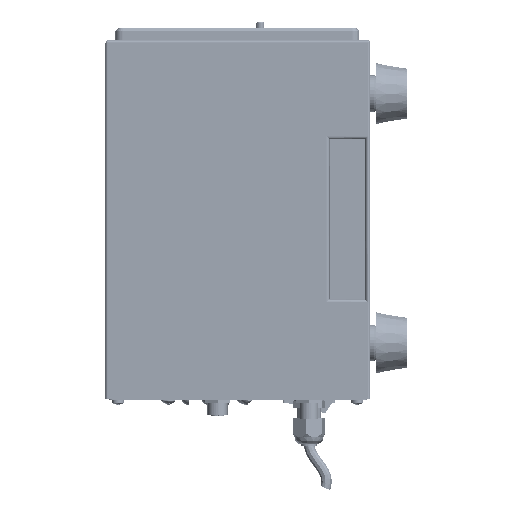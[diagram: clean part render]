
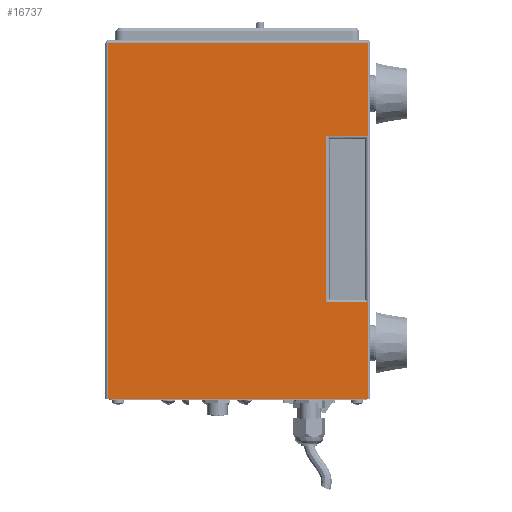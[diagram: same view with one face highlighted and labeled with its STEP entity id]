
A CAD part, left-side view. The second image highlights one B-rep face of the part: STEP entity #16737.
In plain terms, the highlighted planar face has unit normal (-1, 0, 0).
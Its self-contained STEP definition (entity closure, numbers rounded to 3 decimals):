
#1433 = CARTESIAN_POINT ( 'NONE',  ( -204.775, -37.188, -43.748 ) ) ;
#5106 = VERTEX_POINT ( 'NONE', #52563 ) ;
#5580 = DIRECTION ( 'NONE',  ( 0., 1., 0. ) ) ;
#6971 = VECTOR ( 'NONE', #13242, 1000. ) ;
#9848 = LINE ( 'NONE', #85820, #94714 ) ;
#10297 = LINE ( 'NONE', #47091, #42921 ) ;
#11847 = VERTEX_POINT ( 'NONE', #128799 ) ;
#12071 = VERTEX_POINT ( 'NONE', #124753 ) ;
#12972 = DIRECTION ( 'NONE',  ( 0., -1., 0. ) ) ;
#13162 = CARTESIAN_POINT ( 'NONE',  ( -204.775, 133.312, -43.748 ) ) ;
#13183 = LINE ( 'NONE', #30489, #21078 ) ;
#13242 = DIRECTION ( 'NONE',  ( 0., 0., 1. ) ) ;
#16737 = ADVANCED_FACE ( 'NONE', ( #113703 ), #42110, .T. ) ;
#18053 = DIRECTION ( 'NONE',  ( 0., 0., 1. ) ) ;
#21078 = VECTOR ( 'NONE', #58735, 1000. ) ;
#22876 = VERTEX_POINT ( 'NONE', #29874 ) ;
#23987 = EDGE_CURVE ( 'NONE', #133844, #11847, #9848, .T. ) ;
#25502 = EDGE_CURVE ( 'NONE', #11847, #89772, #35347, .T. ) ;
#25561 = DIRECTION ( 'NONE',  ( 0., 1., 0. ) ) ;
#28891 = DIRECTION ( 'NONE',  ( 0., 0., -1. ) ) ;
#29874 = CARTESIAN_POINT ( 'NONE',  ( -204.775, -10.188, 128.752 ) ) ;
#30489 = CARTESIAN_POINT ( 'NONE',  ( -204.775, 133.312, 19.752 ) ) ;
#32050 = EDGE_LOOP ( 'NONE', ( #98763, #53988, #80498, #95081, #41883, #42630, #41322, #71280 ) ) ;
#35347 = LINE ( 'NONE', #87511, #87165 ) ;
#37516 = VERTEX_POINT ( 'NONE', #94953 ) ;
#41322 = ORIENTED_EDGE ( 'NONE', *, *, #80569, .T. ) ;
#41883 = ORIENTED_EDGE ( 'NONE', *, *, #25502, .T. ) ;
#42110 = PLANE ( 'NONE',  #93629 ) ;
#42630 = ORIENTED_EDGE ( 'NONE', *, *, #77286, .F. ) ;
#42921 = VECTOR ( 'NONE', #125320, 1000. ) ;
#43143 = EDGE_CURVE ( 'NONE', #22876, #12071, #119394, .T. ) ;
#47091 = CARTESIAN_POINT ( 'NONE',  ( -204.775, -10.188, -41.748 ) ) ;
#52563 = CARTESIAN_POINT ( 'NONE',  ( -204.775, -37.188, -43.748 ) ) ;
#53988 = ORIENTED_EDGE ( 'NONE', *, *, #43143, .T. ) ;
#58735 = DIRECTION ( 'NONE',  ( 0., 1., 0. ) ) ;
#59513 = DIRECTION ( 'NONE',  ( -1., 0., 0. ) ) ;
#61671 = CARTESIAN_POINT ( 'NONE',  ( -204.775, 133.312, -41.748 ) ) ;
#66796 = LINE ( 'NONE', #1433, #112667 ) ;
#67916 = CARTESIAN_POINT ( 'NONE',  ( -204.775, -37.188, -41.748 ) ) ;
#71280 = ORIENTED_EDGE ( 'NONE', *, *, #115874, .T. ) ;
#76872 = VECTOR ( 'NONE', #18053, 1000. ) ;
#77286 = EDGE_CURVE ( 'NONE', #5106, #89772, #66796, .T. ) ;
#80498 = ORIENTED_EDGE ( 'NONE', *, *, #81023, .T. ) ;
#80569 = EDGE_CURVE ( 'NONE', #5106, #118302, #84842, .T. ) ;
#81023 = EDGE_CURVE ( 'NONE', #12071, #133844, #93933, .T. ) ;
#84842 = LINE ( 'NONE', #93567, #6971 ) ;
#85820 = CARTESIAN_POINT ( 'NONE',  ( -204.775, 133.312, 190.252 ) ) ;
#87165 = VECTOR ( 'NONE', #28891, 1000. ) ;
#87511 = CARTESIAN_POINT ( 'NONE',  ( -204.775, 133.312, -41.748 ) ) ;
#89772 = VERTEX_POINT ( 'NONE', #13162 ) ;
#93567 = CARTESIAN_POINT ( 'NONE',  ( -204.775, -37.188, -41.748 ) ) ;
#93629 = AXIS2_PLACEMENT_3D ( 'NONE', #61671, #59513, #113802 ) ;
#93933 = LINE ( 'NONE', #67916, #76872 ) ;
#94714 = VECTOR ( 'NONE', #5580, 1000. ) ;
#94953 = CARTESIAN_POINT ( 'NONE',  ( -204.775, -10.188, 19.752 ) ) ;
#95081 = ORIENTED_EDGE ( 'NONE', *, *, #23987, .T. ) ;
#98763 = ORIENTED_EDGE ( 'NONE', *, *, #98947, .T. ) ;
#98947 = EDGE_CURVE ( 'NONE', #37516, #22876, #10297, .T. ) ;
#112667 = VECTOR ( 'NONE', #25561, 1000. ) ;
#113703 = FACE_OUTER_BOUND ( 'NONE', #32050, .T. ) ;
#113802 = DIRECTION ( 'NONE',  ( 0., 0., -1. ) ) ;
#115488 = CARTESIAN_POINT ( 'NONE',  ( -204.775, -37.188, 190.252 ) ) ;
#115874 = EDGE_CURVE ( 'NONE', #118302, #37516, #13183, .T. ) ;
#118302 = VERTEX_POINT ( 'NONE', #123013 ) ;
#119305 = CARTESIAN_POINT ( 'NONE',  ( -204.775, 133.312, 128.752 ) ) ;
#119394 = LINE ( 'NONE', #119305, #125075 ) ;
#123013 = CARTESIAN_POINT ( 'NONE',  ( -204.775, -37.188, 19.752 ) ) ;
#124753 = CARTESIAN_POINT ( 'NONE',  ( -204.775, -37.188, 128.752 ) ) ;
#125075 = VECTOR ( 'NONE', #12972, 1000. ) ;
#125320 = DIRECTION ( 'NONE',  ( 0., 0., 1. ) ) ;
#128799 = CARTESIAN_POINT ( 'NONE',  ( -204.775, 133.312, 190.252 ) ) ;
#133844 = VERTEX_POINT ( 'NONE', #115488 ) ;
